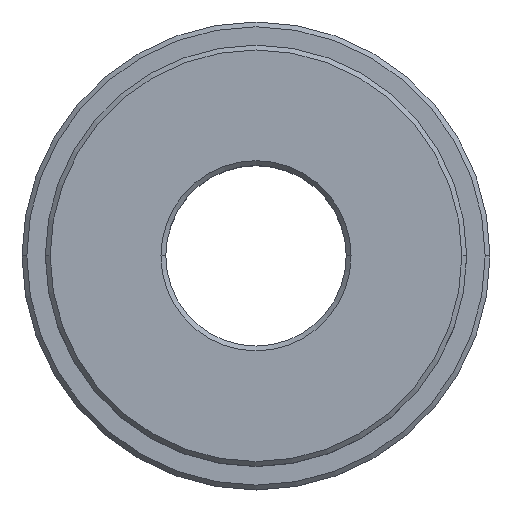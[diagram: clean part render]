
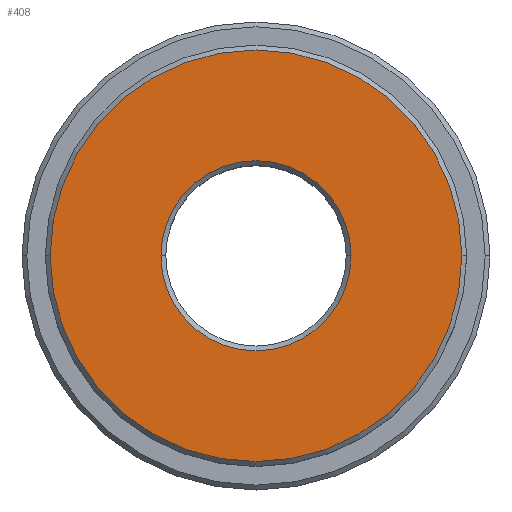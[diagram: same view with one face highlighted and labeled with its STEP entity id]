
A CAD part, top view. The second image highlights one B-rep face of the part: STEP entity #408.
In plain terms, the highlighted planar face has unit normal (0, 0, 1).
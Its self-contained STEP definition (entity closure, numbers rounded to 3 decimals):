
#20 = PLANE ( 'NONE',  #346 ) ;
#23 = DIRECTION ( 'NONE',  ( -1., 0., 0. ) ) ;
#47 = DIRECTION ( 'NONE',  ( -1., 0., 0. ) ) ;
#48 = EDGE_CURVE ( 'NONE', #110, #93, #407, .T. ) ;
#66 = CARTESIAN_POINT ( 'NONE',  ( -8.862, 6.042, 7.163 ) ) ;
#75 = AXIS2_PLACEMENT_3D ( 'NONE', #319, #143, #365 ) ;
#80 = ORIENTED_EDGE ( 'NONE', *, *, #48, .T. ) ;
#93 = VERTEX_POINT ( 'NONE', #278 ) ;
#102 = AXIS2_PLACEMENT_3D ( 'NONE', #510, #133, #47 ) ;
#103 = DIRECTION ( 'NONE',  ( 0., 0., 1. ) ) ;
#109 = DIRECTION ( 'NONE',  ( 0., -1., 0. ) ) ;
#110 = VERTEX_POINT ( 'NONE', #362 ) ;
#133 = DIRECTION ( 'NONE',  ( 0., 0., -1. ) ) ;
#143 = DIRECTION ( 'NONE',  ( 0., 0., 1. ) ) ;
#149 = CIRCLE ( 'NONE', #176, 10.859 ) ;
#176 = AXIS2_PLACEMENT_3D ( 'NONE', #281, #103, #23 ) ;
#183 = AXIS2_PLACEMENT_3D ( 'NONE', #258, #301, #347 ) ;
#199 = EDGE_CURVE ( 'NONE', #467, #451, #240, .T. ) ;
#240 = CIRCLE ( 'NONE', #183, 5.017 ) ;
#247 = FACE_BOUND ( 'NONE', #364, .T. ) ;
#258 = CARTESIAN_POINT ( 'NONE',  ( -8.862, 6.042, 7.163 ) ) ;
#261 = FACE_OUTER_BOUND ( 'NONE', #292, .T. ) ;
#278 = CARTESIAN_POINT ( 'NONE',  ( -19.72, 6.042, 7.163 ) ) ;
#281 = CARTESIAN_POINT ( 'NONE',  ( -8.862, 6.042, 7.163 ) ) ;
#284 = CIRCLE ( 'NONE', #102, 5.017 ) ;
#292 = EDGE_LOOP ( 'NONE', ( #464, #80 ) ) ;
#301 = DIRECTION ( 'NONE',  ( 0., 0., -1. ) ) ;
#314 = DIRECTION ( 'NONE',  ( 0., 0., -1. ) ) ;
#319 = CARTESIAN_POINT ( 'NONE',  ( -8.862, 6.042, 7.163 ) ) ;
#329 = ORIENTED_EDGE ( 'NONE', *, *, #199, .T. ) ;
#335 = EDGE_CURVE ( 'NONE', #451, #467, #284, .T. ) ;
#346 = AXIS2_PLACEMENT_3D ( 'NONE', #66, #314, #109 ) ;
#347 = DIRECTION ( 'NONE',  ( -1., 0., 0. ) ) ;
#362 = CARTESIAN_POINT ( 'NONE',  ( 1.997, 6.042, 7.163 ) ) ;
#363 = CARTESIAN_POINT ( 'NONE',  ( -3.845, 6.042, 7.163 ) ) ;
#364 = EDGE_LOOP ( 'NONE', ( #329, #375 ) ) ;
#365 = DIRECTION ( 'NONE',  ( -1., 0., 0. ) ) ;
#375 = ORIENTED_EDGE ( 'NONE', *, *, #335, .T. ) ;
#406 = CARTESIAN_POINT ( 'NONE',  ( -13.878, 6.042, 7.163 ) ) ;
#407 = CIRCLE ( 'NONE', #75, 10.859 ) ;
#408 = ADVANCED_FACE ( 'NONE', ( #247, #261 ), #20, .F. ) ;
#451 = VERTEX_POINT ( 'NONE', #406 ) ;
#464 = ORIENTED_EDGE ( 'NONE', *, *, #490, .T. ) ;
#467 = VERTEX_POINT ( 'NONE', #363 ) ;
#490 = EDGE_CURVE ( 'NONE', #93, #110, #149, .T. ) ;
#510 = CARTESIAN_POINT ( 'NONE',  ( -8.862, 6.042, 7.163 ) ) ;
